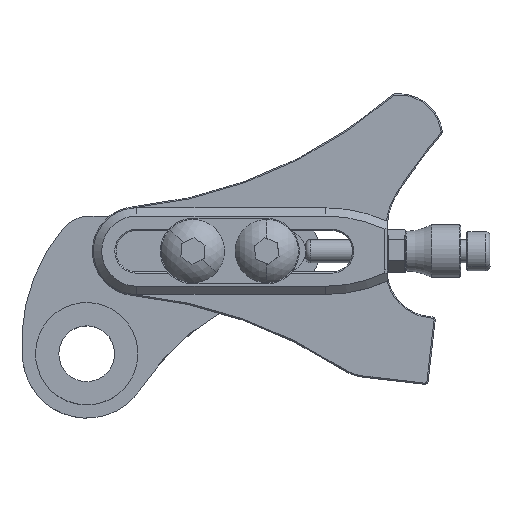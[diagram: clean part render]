
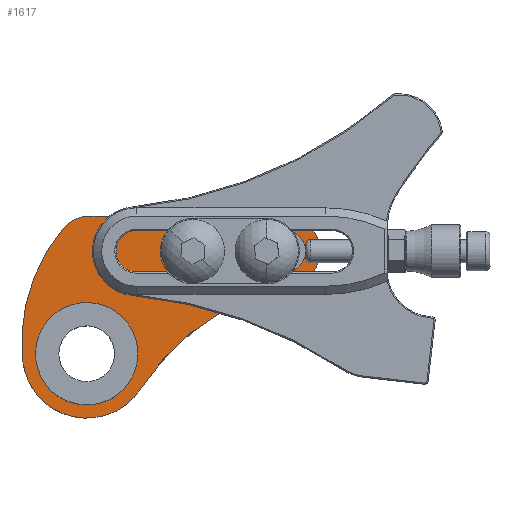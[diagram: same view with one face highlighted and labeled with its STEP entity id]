
A CAD part, top view. The second image highlights one B-rep face of the part: STEP entity #1617.
In plain terms, the highlighted planar face has unit normal (0, 0, 1).
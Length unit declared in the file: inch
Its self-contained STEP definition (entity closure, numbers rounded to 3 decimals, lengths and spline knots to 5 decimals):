
#319 = CIRCLE ( 'NONE', #1146, 0.4375 ) ;
#325 = ORIENTED_EDGE ( 'NONE', *, *, #3542, .T. ) ;
#401 = VERTEX_POINT ( 'NONE', #5989 ) ;
#442 = CARTESIAN_POINT ( 'NONE',  ( 5.85313, -2.10824, 0.275 ) ) ;
#513 = ORIENTED_EDGE ( 'NONE', *, *, #4029, .T. ) ;
#548 = EDGE_LOOP ( 'NONE', ( #967, #4007, #513, #2167, #1203, #6872, #1981 ) ) ;
#611 = VERTEX_POINT ( 'NONE', #5448 ) ;
#663 = CARTESIAN_POINT ( 'NONE',  ( 4.62131, -0.65214, 0.275 ) ) ;
#701 = DIRECTION ( 'NONE',  ( 0., 0., -1. ) ) ;
#776 = CIRCLE ( 'NONE', #998, 2. ) ;
#814 = CARTESIAN_POINT ( 'NONE',  ( 5.62035, -0.21745, 0.275 ) ) ;
#834 = ORIENTED_EDGE ( 'NONE', *, *, #6676, .F. ) ;
#912 = CARTESIAN_POINT ( 'NONE',  ( 5.66053, -1.26393, 0.275 ) ) ;
#967 = ORIENTED_EDGE ( 'NONE', *, *, #3191, .T. ) ;
#978 = EDGE_CURVE ( 'NONE', #6175, #611, #2650, .T. ) ;
#989 = ORIENTED_EDGE ( 'NONE', *, *, #3810, .T. ) ;
#998 = AXIS2_PLACEMENT_3D ( 'NONE', #3972, #701, #4521 ) ;
#1100 = CARTESIAN_POINT ( 'NONE',  ( 5.67958, -2.14783, 0.275 ) ) ;
#1146 = AXIS2_PLACEMENT_3D ( 'NONE', #6192, #2951, #6720 ) ;
#1203 = ORIENTED_EDGE ( 'NONE', *, *, #6061, .T. ) ;
#1209 = DIRECTION ( 'NONE',  ( 1., 0., 0. ) ) ;
#1240 = AXIS2_PLACEMENT_3D ( 'NONE', #1662, #5455, #2222 ) ;
#1256 = DIRECTION ( 'NONE',  ( 0., 0., 1. ) ) ;
#1276 = VERTEX_POINT ( 'NONE', #3578 ) ;
#1448 = DIRECTION ( 'NONE',  ( 1., 0., 0. ) ) ;
#1617 = ADVANCED_FACE ( 'NONE', ( #2299, #2121, #3569 ), #2601, .T. ) ;
#1662 = CARTESIAN_POINT ( 'NONE',  ( 4.62131, -0.65214, 0.275 ) ) ;
#1808 = VECTOR ( 'NONE', #4655, 39.37008 ) ;
#1924 = CARTESIAN_POINT ( 'NONE',  ( 5.83407, -1.22434, 0.275 ) ) ;
#1981 = ORIENTED_EDGE ( 'NONE', *, *, #5487, .T. ) ;
#2039 = DIRECTION ( 'NONE',  ( 1., 0., 0. ) ) ;
#2078 = DIRECTION ( 'NONE',  ( 0., 0., -1. ) ) ;
#2121 = FACE_OUTER_BOUND ( 'NONE', #548, .T. ) ;
#2133 = AXIS2_PLACEMENT_3D ( 'NONE', #2697, #2078, #2039 ) ;
#2167 = ORIENTED_EDGE ( 'NONE', *, *, #2970, .T. ) ;
#2189 = ORIENTED_EDGE ( 'NONE', *, *, #6245, .T. ) ;
#2222 = DIRECTION ( 'NONE',  ( 1., 0., 0. ) ) ;
#2299 = FACE_BOUND ( 'NONE', #3404, .T. ) ;
#2307 = CARTESIAN_POINT ( 'NONE',  ( 5.66053, -1.26393, 0.275 ) ) ;
#2327 = AXIS2_PLACEMENT_3D ( 'NONE', #6081, #6362, #4052 ) ;
#2535 = CARTESIAN_POINT ( 'NONE',  ( 4.93167, -1.55001, 0.275 ) ) ;
#2556 = DIRECTION ( 'NONE',  ( 1., 0., 0. ) ) ;
#2563 = DIRECTION ( 'NONE',  ( 0., 0., 1. ) ) ;
#2601 = PLANE ( 'NONE',  #3580 ) ;
#2612 = CARTESIAN_POINT ( 'NONE',  ( 5.85313, -2.10824, 0.275 ) ) ;
#2650 = LINE ( 'NONE', #4488, #5357 ) ;
#2661 = VERTEX_POINT ( 'NONE', #6103 ) ;
#2697 = CARTESIAN_POINT ( 'NONE',  ( 5.85313, -2.10824, 0.275 ) ) ;
#2869 = DIRECTION ( 'NONE',  ( 1., 0., 0. ) ) ;
#2891 = AXIS2_PLACEMENT_3D ( 'NONE', #663, #4487, #1209 ) ;
#2898 = CARTESIAN_POINT ( 'NONE',  ( 4.44162, -0.13232, 0.275 ) ) ;
#2951 = DIRECTION ( 'NONE',  ( 0., 0., 1. ) ) ;
#2970 = EDGE_CURVE ( 'NONE', #3047, #3954, #6955, .T. ) ;
#3047 = VERTEX_POINT ( 'NONE', #814 ) ;
#3106 = DIRECTION ( 'NONE',  ( 0., 0., 1. ) ) ;
#3191 = EDGE_CURVE ( 'NONE', #4005, #4685, #5745, .T. ) ;
#3272 = LINE ( 'NONE', #6808, #1808 ) ;
#3306 = AXIS2_PLACEMENT_3D ( 'NONE', #2307, #6110, #2869 ) ;
#3329 = DIRECTION ( 'NONE',  ( 0., 0., 1. ) ) ;
#3404 = EDGE_LOOP ( 'NONE', ( #989, #4793, #2189, #6388, #325 ) ) ;
#3511 = CARTESIAN_POINT ( 'NONE',  ( 6.14561, -2.04152, 0.275 ) ) ;
#3542 = EDGE_CURVE ( 'NONE', #611, #5370, #3706, .T. ) ;
#3569 = FACE_BOUND ( 'NONE', #4186, .T. ) ;
#3578 = CARTESIAN_POINT ( 'NONE',  ( 4.43445, -1.16943, 0.275 ) ) ;
#3580 = AXIS2_PLACEMENT_3D ( 'NONE', #2612, #2563, #2556 ) ;
#3627 = LINE ( 'NONE', #6577, #6665 ) ;
#3638 = AXIS2_PLACEMENT_3D ( 'NONE', #2535, #3329, #4017 ) ;
#3706 = CIRCLE ( 'NONE', #2133, 0.178 ) ;
#3810 = EDGE_CURVE ( 'NONE', #5370, #401, #3627, .T. ) ;
#3816 = CARTESIAN_POINT ( 'NONE',  ( 5.48253, -1.26393, 0.275 ) ) ;
#3954 = VERTEX_POINT ( 'NONE', #2898 ) ;
#3972 = CARTESIAN_POINT ( 'NONE',  ( 3.75498, -3.05047, 0.275 ) ) ;
#4003 = CIRCLE ( 'NONE', #6076, 0.178 ) ;
#4005 = VERTEX_POINT ( 'NONE', #4747 ) ;
#4007 = ORIENTED_EDGE ( 'NONE', *, *, #5120, .T. ) ;
#4017 = DIRECTION ( 'NONE',  ( 1., 0., 0. ) ) ;
#4029 = EDGE_CURVE ( 'NONE', #6338, #3047, #5319, .T. ) ;
#4052 = DIRECTION ( 'NONE',  ( 1., 0., 0. ) ) ;
#4186 = EDGE_LOOP ( 'NONE', ( #4344, #834 ) ) ;
#4264 = DIRECTION ( 'NONE',  ( 1., 0., 0. ) ) ;
#4344 = ORIENTED_EDGE ( 'NONE', *, *, #7095, .F. ) ;
#4482 = DIRECTION ( 'NONE',  ( 0.222, -0.975, 0. ) ) ;
#4487 = DIRECTION ( 'NONE',  ( 0., 0., 1. ) ) ;
#4488 = CARTESIAN_POINT ( 'NONE',  ( 6.02667, -2.06865, 0.275 ) ) ;
#4521 = DIRECTION ( 'NONE',  ( 1., 0., 0. ) ) ;
#4541 = CARTESIAN_POINT ( 'NONE',  ( 4.62131, -0.65214, 0.275 ) ) ;
#4602 = CARTESIAN_POINT ( 'NONE',  ( 4.07131, -0.65214, 0.275 ) ) ;
#4655 = DIRECTION ( 'NONE',  ( -0.222, 0.975, 0. ) ) ;
#4685 = VERTEX_POINT ( 'NONE', #3511 ) ;
#4718 = DIRECTION ( 'NONE',  ( -0.222, 0.975, 0. ) ) ;
#4731 = DIRECTION ( 'NONE',  ( 0., 0., -1. ) ) ;
#4747 = CARTESIAN_POINT ( 'NONE',  ( 5.57946, -2.23114, 0.275 ) ) ;
#4793 = ORIENTED_EDGE ( 'NONE', *, *, #5998, .T. ) ;
#4897 = VERTEX_POINT ( 'NONE', #3816 ) ;
#4952 = AXIS2_PLACEMENT_3D ( 'NONE', #442, #3106, #4264 ) ;
#4982 = EDGE_CURVE ( 'NONE', #5094, #1276, #5714, .T. ) ;
#5036 = CIRCLE ( 'NONE', #5846, 0.55 ) ;
#5080 = DIRECTION ( 'NONE',  ( 1., 0., 0. ) ) ;
#5094 = VERTEX_POINT ( 'NONE', #4602 ) ;
#5120 = EDGE_CURVE ( 'NONE', #4685, #6338, #3272, .T. ) ;
#5164 = VERTEX_POINT ( 'NONE', #6861 ) ;
#5275 = CIRCLE ( 'NONE', #1240, 0.4375 ) ;
#5316 = CARTESIAN_POINT ( 'NONE',  ( 5.7751, -0.41724, 0.275 ) ) ;
#5319 = CIRCLE ( 'NONE', #2327, 0.3 ) ;
#5357 = VECTOR ( 'NONE', #4482, 39.37008 ) ;
#5370 = VERTEX_POINT ( 'NONE', #1100 ) ;
#5375 = CIRCLE ( 'NONE', #3306, 0.178 ) ;
#5448 = CARTESIAN_POINT ( 'NONE',  ( 6.02667, -2.06865, 0.275 ) ) ;
#5455 = DIRECTION ( 'NONE',  ( 0., 0., 1. ) ) ;
#5487 = EDGE_CURVE ( 'NONE', #1276, #4005, #776, .T. ) ;
#5714 = CIRCLE ( 'NONE', #2891, 0.55 ) ;
#5745 = CIRCLE ( 'NONE', #4952, 0.3 ) ;
#5846 = AXIS2_PLACEMENT_3D ( 'NONE', #4541, #1256, #5080 ) ;
#5989 = CARTESIAN_POINT ( 'NONE',  ( 5.48699, -1.30351, 0.275 ) ) ;
#5998 = EDGE_CURVE ( 'NONE', #401, #4897, #5375, .T. ) ;
#6061 = EDGE_CURVE ( 'NONE', #3954, #5094, #5036, .T. ) ;
#6076 = AXIS2_PLACEMENT_3D ( 'NONE', #912, #4731, #1448 ) ;
#6081 = CARTESIAN_POINT ( 'NONE',  ( 5.48261, -0.48396, 0.275 ) ) ;
#6103 = CARTESIAN_POINT ( 'NONE',  ( 4.18381, -0.65214, 0.275 ) ) ;
#6110 = DIRECTION ( 'NONE',  ( 0., 0., -1. ) ) ;
#6175 = VERTEX_POINT ( 'NONE', #1924 ) ;
#6192 = CARTESIAN_POINT ( 'NONE',  ( 4.62131, -0.65214, 0.275 ) ) ;
#6245 = EDGE_CURVE ( 'NONE', #4897, #6175, #4003, .T. ) ;
#6338 = VERTEX_POINT ( 'NONE', #5316 ) ;
#6362 = DIRECTION ( 'NONE',  ( 0., 0., 1. ) ) ;
#6388 = ORIENTED_EDGE ( 'NONE', *, *, #978, .T. ) ;
#6577 = CARTESIAN_POINT ( 'NONE',  ( 5.67958, -2.14783, 0.275 ) ) ;
#6665 = VECTOR ( 'NONE', #4718, 39.37008 ) ;
#6676 = EDGE_CURVE ( 'NONE', #5164, #2661, #319, .T. ) ;
#6720 = DIRECTION ( 'NONE',  ( 1., 0., 0. ) ) ;
#6808 = CARTESIAN_POINT ( 'NONE',  ( 5.7751, -0.41724, 0.275 ) ) ;
#6861 = CARTESIAN_POINT ( 'NONE',  ( 5.05881, -0.65214, 0.275 ) ) ;
#6872 = ORIENTED_EDGE ( 'NONE', *, *, #4982, .T. ) ;
#6955 = CIRCLE ( 'NONE', #3638, 1.5 ) ;
#7095 = EDGE_CURVE ( 'NONE', #2661, #5164, #5275, .T. ) ;
